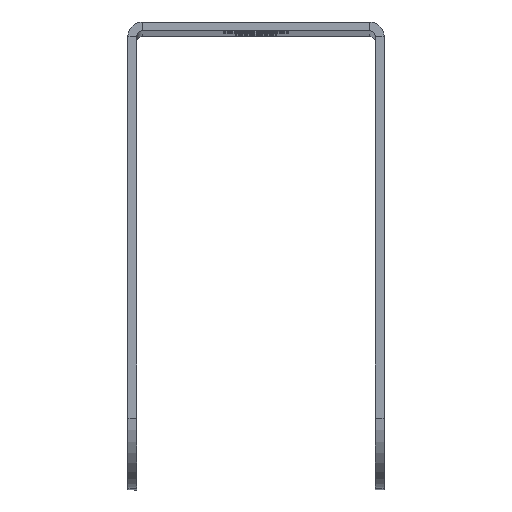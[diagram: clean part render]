
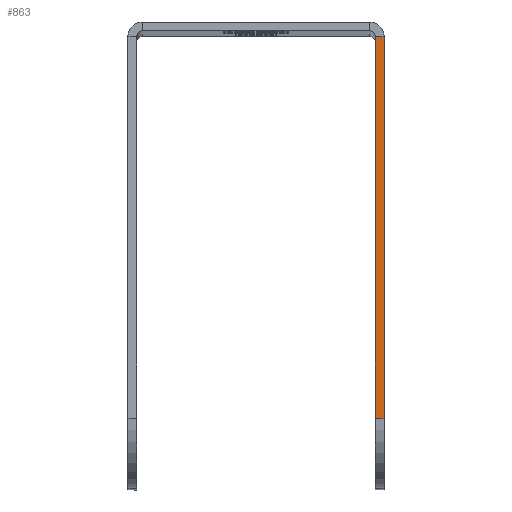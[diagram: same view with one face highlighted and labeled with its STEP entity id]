
A CAD part, top view. The second image highlights one B-rep face of the part: STEP entity #863.
In plain terms, the highlighted planar face has unit normal (0, 0, 1).
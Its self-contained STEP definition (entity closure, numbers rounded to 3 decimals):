
#22 = CARTESIAN_POINT ( 'NONE',  ( 20.5, -1., 270. ) ) ;
#32 = CARTESIAN_POINT ( 'NONE',  ( 22., -1., 270. ) ) ;
#54 = CARTESIAN_POINT ( 'NONE',  ( 20.5, -1., 270. ) ) ;
#147 = PLANE ( 'NONE',  #2596 ) ;
#183 = CARTESIAN_POINT ( 'NONE',  ( 22., -66.5, 270. ) ) ;
#212 = CARTESIAN_POINT ( 'NONE',  ( 22., -1., 270. ) ) ;
#242 = CARTESIAN_POINT ( 'NONE',  ( 20.5, -66.5, 270. ) ) ;
#251 = CARTESIAN_POINT ( 'NONE',  ( 20.5, -66.5, 270. ) ) ;
#315 = DIRECTION ( 'NONE',  ( 0., -1., 0. ) ) ;
#443 = DIRECTION ( 'NONE',  ( 0., -1., 0. ) ) ;
#452 = CARTESIAN_POINT ( 'NONE',  ( 22., -1., 270. ) ) ;
#471 = CARTESIAN_POINT ( 'NONE',  ( 19.5, -1., 270. ) ) ;
#499 = DIRECTION ( 'NONE',  ( 1., 0., 0. ) ) ;
#590 = DIRECTION ( 'NONE',  ( 1., 0., 0. ) ) ;
#598 = DIRECTION ( 'NONE',  ( -1., 0., 0. ) ) ;
#617 = DIRECTION ( 'NONE',  ( 0., 0., 1. ) ) ;
#757 = FACE_OUTER_BOUND ( 'NONE', #1252, .T. ) ;
#863 = ADVANCED_FACE ( 'NONE', ( #757 ), #147, .T. ) ;
#1252 = EDGE_LOOP ( 'NONE', ( #1638, #1639, #1640, #1641 ) ) ;
#1427 = VERTEX_POINT ( 'NONE', #212 ) ;
#1432 = VERTEX_POINT ( 'NONE', #183 ) ;
#1434 = VERTEX_POINT ( 'NONE', #251 ) ;
#1436 = VERTEX_POINT ( 'NONE', #54 ) ;
#1483 = EDGE_CURVE ( 'NONE', #1436, #1434, #2330, .T. ) ;
#1485 = EDGE_CURVE ( 'NONE', #1427, #1436, #2326, .T. ) ;
#1488 = EDGE_CURVE ( 'NONE', #1427, #1432, #2323, .T. ) ;
#1511 = EDGE_CURVE ( 'NONE', #1434, #1432, #2295, .T. ) ;
#1638 = ORIENTED_EDGE ( 'NONE', *, *, #1483, .T. ) ;
#1639 = ORIENTED_EDGE ( 'NONE', *, *, #1511, .T. ) ;
#1640 = ORIENTED_EDGE ( 'NONE', *, *, #1488, .F. ) ;
#1641 = ORIENTED_EDGE ( 'NONE', *, *, #1485, .T. ) ;
#2290 = VECTOR ( 'NONE', #499, 1000. ) ;
#2295 = LINE ( 'NONE', #242, #2290 ) ;
#2319 = VECTOR ( 'NONE', #315, 1000. ) ;
#2323 = LINE ( 'NONE', #452, #2319 ) ;
#2324 = VECTOR ( 'NONE', #598, 1000. ) ;
#2326 = LINE ( 'NONE', #32, #2324 ) ;
#2327 = VECTOR ( 'NONE', #443, 1000. ) ;
#2330 = LINE ( 'NONE', #22, #2327 ) ;
#2596 = AXIS2_PLACEMENT_3D ( 'NONE', #471, #617, #590 ) ;
